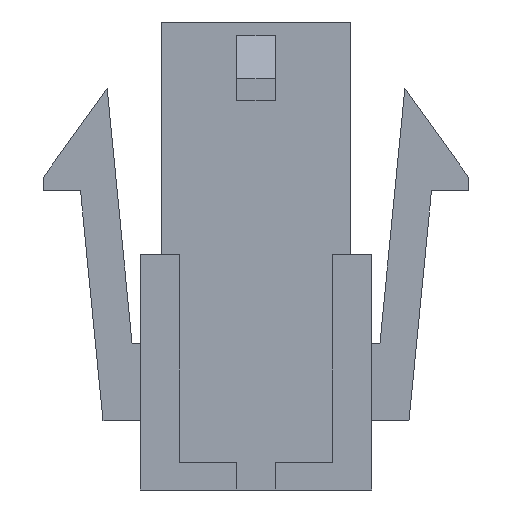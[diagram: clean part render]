
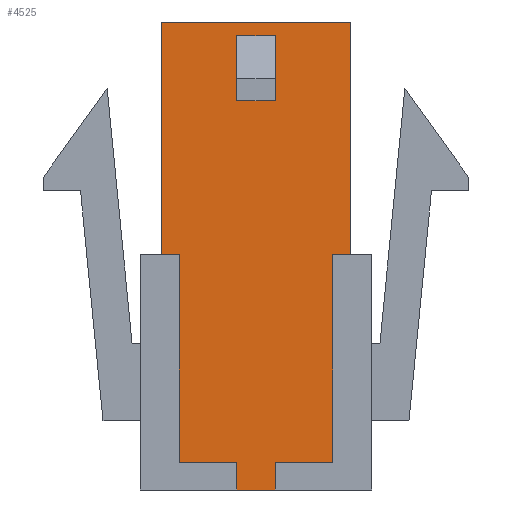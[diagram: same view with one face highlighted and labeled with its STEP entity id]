
A CAD part, front view. The second image highlights one B-rep face of the part: STEP entity #4525.
In plain terms, the highlighted planar face has unit normal (0, -1, 0).
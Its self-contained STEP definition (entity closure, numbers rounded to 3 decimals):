
#384=ORIENTED_EDGE('',*,*,#1671,.T.);
#385=ORIENTED_EDGE('',*,*,#1672,.T.);
#386=ORIENTED_EDGE('',*,*,#1673,.F.);
#387=ORIENTED_EDGE('',*,*,#1674,.F.);
#388=ORIENTED_EDGE('',*,*,#1667,.T.);
#389=ORIENTED_EDGE('',*,*,#1452,.T.);
#390=ORIENTED_EDGE('',*,*,#1660,.F.);
#391=ORIENTED_EDGE('',*,*,#1675,.F.);
#392=ORIENTED_EDGE('',*,*,#1676,.T.);
#393=ORIENTED_EDGE('',*,*,#1677,.T.);
#394=ORIENTED_EDGE('',*,*,#1678,.T.);
#395=ORIENTED_EDGE('',*,*,#1679,.F.);
#396=ORIENTED_EDGE('',*,*,#1680,.F.);
#397=ORIENTED_EDGE('',*,*,#1681,.F.);
#398=ORIENTED_EDGE('',*,*,#1682,.T.);
#399=ORIENTED_EDGE('',*,*,#1683,.T.);
#1452=EDGE_CURVE('',#2106,#2104,#2538,.T.);
#1660=EDGE_CURVE('',#2290,#2104,#2740,.T.);
#1667=EDGE_CURVE('',#2297,#2106,#2747,.T.);
#1671=EDGE_CURVE('',#2300,#2301,#2751,.T.);
#1672=EDGE_CURVE('',#2301,#2302,#2752,.T.);
#1673=EDGE_CURVE('',#2303,#2302,#2753,.T.);
#1674=EDGE_CURVE('',#2297,#2303,#2754,.T.);
#1675=EDGE_CURVE('',#2304,#2290,#2755,.T.);
#1676=EDGE_CURVE('',#2304,#2305,#2756,.T.);
#1677=EDGE_CURVE('',#2305,#2306,#2757,.T.);
#1678=EDGE_CURVE('',#2306,#2307,#2758,.T.);
#1679=EDGE_CURVE('',#2300,#2307,#2759,.T.);
#1680=EDGE_CURVE('',#2308,#2309,#2760,.T.);
#1681=EDGE_CURVE('',#2310,#2308,#2761,.T.);
#1682=EDGE_CURVE('',#2310,#2311,#2762,.T.);
#1683=EDGE_CURVE('',#2311,#2309,#2763,.T.);
#2104=VERTEX_POINT('',#6335);
#2106=VERTEX_POINT('',#6338);
#2290=VERTEX_POINT('',#6755);
#2297=VERTEX_POINT('',#6771);
#2300=VERTEX_POINT('',#6779);
#2301=VERTEX_POINT('',#6780);
#2302=VERTEX_POINT('',#6782);
#2303=VERTEX_POINT('',#6784);
#2304=VERTEX_POINT('',#6787);
#2305=VERTEX_POINT('',#6789);
#2306=VERTEX_POINT('',#6791);
#2307=VERTEX_POINT('',#6793);
#2308=VERTEX_POINT('',#6796);
#2309=VERTEX_POINT('',#6797);
#2310=VERTEX_POINT('',#6799);
#2311=VERTEX_POINT('',#6801);
#2538=LINE('',#6337,#3182);
#2740=LINE('',#6756,#3384);
#2747=LINE('',#6770,#3391);
#2751=LINE('',#6778,#3395);
#2752=LINE('',#6781,#3396);
#2753=LINE('',#6783,#3397);
#2754=LINE('',#6785,#3398);
#2755=LINE('',#6786,#3399);
#2756=LINE('',#6788,#3400);
#2757=LINE('',#6790,#3401);
#2758=LINE('',#6792,#3402);
#2759=LINE('',#6794,#3403);
#2760=LINE('',#6795,#3404);
#2761=LINE('',#6798,#3405);
#2762=LINE('',#6800,#3406);
#2763=LINE('',#6802,#3407);
#3182=VECTOR('',#5109,1000.);
#3384=VECTOR('',#5375,1000.);
#3391=VECTOR('',#5384,1000.);
#3395=VECTOR('',#5390,1000.);
#3396=VECTOR('',#5391,1000.);
#3397=VECTOR('',#5392,1000.);
#3398=VECTOR('',#5393,1000.);
#3399=VECTOR('',#5394,1000.);
#3400=VECTOR('',#5395,1000.);
#3401=VECTOR('',#5396,1000.);
#3402=VECTOR('',#5397,1000.);
#3403=VECTOR('',#5398,1000.);
#3404=VECTOR('',#5399,1000.);
#3405=VECTOR('',#5400,1000.);
#3406=VECTOR('',#5401,1000.);
#3407=VECTOR('',#5402,1000.);
#3790=EDGE_LOOP('',(#384,#385,#386,#387,#388,#389,#390,#391,#392,#393,#394,
#395));
#3791=EDGE_LOOP('',(#396,#397,#398,#399));
#4046=FACE_BOUND('',#3790,.T.);
#4047=FACE_BOUND('',#3791,.T.);
#4292=PLANE('',#4789);
#4525=ADVANCED_FACE('',(#4046,#4047),#4292,.T.);
#4789=AXIS2_PLACEMENT_3D('',#6777,#5388,#5389);
#5109=DIRECTION('',(-1.,0.,0.));
#5375=DIRECTION('',(0.,0.,1.));
#5384=DIRECTION('',(0.,0.,1.));
#5388=DIRECTION('',(0.,-1.,0.));
#5389=DIRECTION('',(0.,0.,-1.));
#5390=DIRECTION('',(0.,0.,1.));
#5391=DIRECTION('',(1.,0.,0.));
#5392=DIRECTION('',(0.,0.,-1.));
#5393=DIRECTION('',(-1.,0.,0.));
#5394=DIRECTION('',(-1.,0.,0.));
#5395=DIRECTION('',(0.,0.,-1.));
#5396=DIRECTION('',(1.,0.,0.));
#5397=DIRECTION('',(0.,0.,-1.));
#5398=DIRECTION('',(-1.,0.,0.));
#5399=DIRECTION('',(-1.,0.,0.));
#5400=DIRECTION('',(0.,0.,1.));
#5401=DIRECTION('',(-1.,0.,0.));
#5402=DIRECTION('',(0.,0.,1.));
#6335=CARTESIAN_POINT('',(-3.425,-3.425,8.45));
#6337=CARTESIAN_POINT('',(3.425,-3.425,8.45));
#6338=CARTESIAN_POINT('',(3.425,-3.425,8.45));
#6755=CARTESIAN_POINT('',(-3.425,-3.425,0.05));
#6756=CARTESIAN_POINT('',(-3.425,-3.425,-8.45));
#6770=CARTESIAN_POINT('',(3.425,-3.425,-8.45));
#6771=CARTESIAN_POINT('',(3.425,-3.425,0.05));
#6777=CARTESIAN_POINT('',(3.425,-3.425,-8.45));
#6778=CARTESIAN_POINT('',(0.7,-3.425,-8.45));
#6779=CARTESIAN_POINT('',(0.7,-3.425,-8.45));
#6780=CARTESIAN_POINT('',(0.7,-3.425,-7.45));
#6781=CARTESIAN_POINT('',(0.7,-3.425,-7.45));
#6782=CARTESIAN_POINT('',(2.775,-3.425,-7.45));
#6783=CARTESIAN_POINT('',(2.775,-3.425,0.05));
#6784=CARTESIAN_POINT('',(2.775,-3.425,0.05));
#6785=CARTESIAN_POINT('',(3.425,-3.425,0.05));
#6786=CARTESIAN_POINT('',(-2.775,-3.425,0.05));
#6787=CARTESIAN_POINT('',(-2.775,-3.425,0.05));
#6788=CARTESIAN_POINT('',(-2.775,-3.425,0.05));
#6789=CARTESIAN_POINT('',(-2.775,-3.425,-7.45));
#6790=CARTESIAN_POINT('',(-2.775,-3.425,-7.45));
#6791=CARTESIAN_POINT('',(-0.7,-3.425,-7.45));
#6792=CARTESIAN_POINT('',(-0.7,-3.425,-7.45));
#6793=CARTESIAN_POINT('',(-0.7,-3.425,-8.45));
#6794=CARTESIAN_POINT('',(3.425,-3.425,-8.45));
#6795=CARTESIAN_POINT('',(0.7,-3.425,7.95));
#6796=CARTESIAN_POINT('',(0.7,-3.425,7.95));
#6797=CARTESIAN_POINT('',(-0.7,-3.425,7.95));
#6798=CARTESIAN_POINT('',(0.7,-3.425,5.75));
#6799=CARTESIAN_POINT('',(0.7,-3.425,5.75));
#6800=CARTESIAN_POINT('',(0.7,-3.425,5.75));
#6801=CARTESIAN_POINT('',(-0.7,-3.425,5.75));
#6802=CARTESIAN_POINT('',(-0.7,-3.425,5.75));
